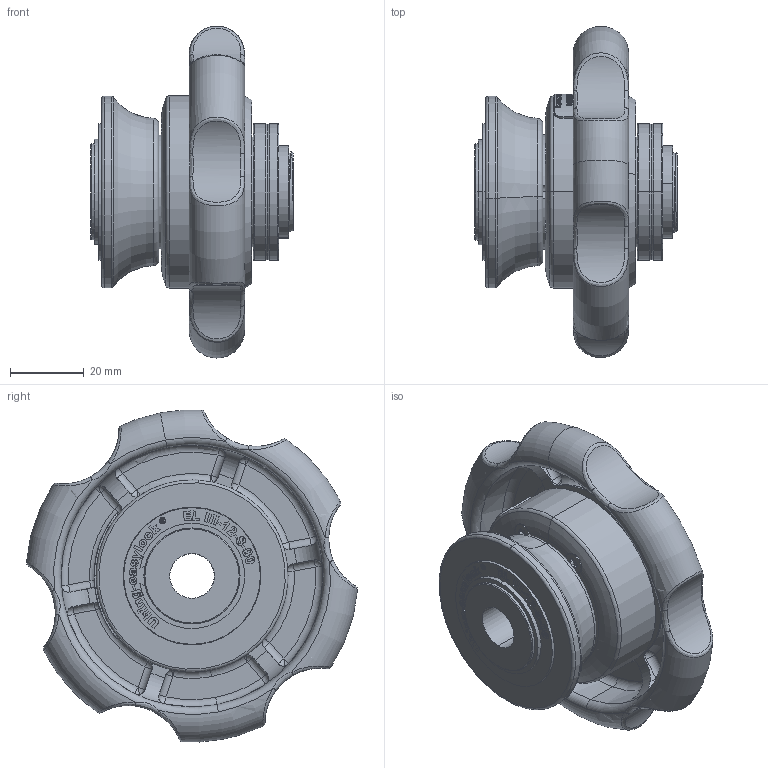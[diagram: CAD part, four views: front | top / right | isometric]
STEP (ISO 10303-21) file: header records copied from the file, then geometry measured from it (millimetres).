
FILE_DESCRIPTION (( 'STEP AP214' ), '1' );
FILE_NAME ('EL III-12-S-00.STEP', '2019-11-07T13:07:10', ( '' ), ( '' ), 'SwSTEP 2.0', 'SolidWorks 2019', '' );
FILE_SCHEMA (( 'AUTOMOTIVE_DESIGN' ));
Length unit declared in the file: millimetre
Products named in the file (1): EL III-12-S-00
Bounding box: 54.8 x 89.68 x 89.89 mm (x, y, z)
Volume: 88183.4 mm3; surface area: 57996.1 mm2
Topology: 32 solids, 32 shells, 2413 faces, 6278 edges, 4064 vertices
Faces by surface type: bspline 993, plane 812, cylinder 440, cone 79, torus 57, sphere 32
Entity records: 172709 total; most frequent: CARTESIAN_POINT 94175, ORIENTED_EDGE 12380, DIRECTION 7683, EDGE_CURVE 6190, VERTEX_POINT 4052, AXIS2_PLACEMENT_3D 2710, EDGE_LOOP 2668, B_SPLINE_CURVE_WITH_KNOTS 2633
